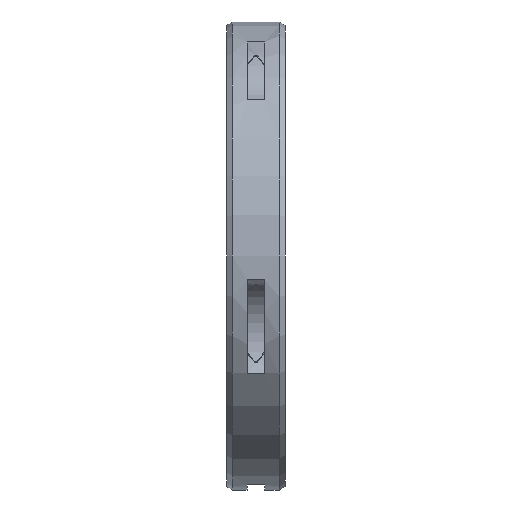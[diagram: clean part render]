
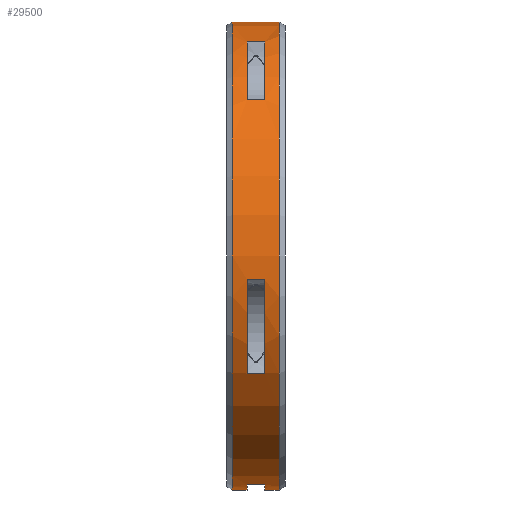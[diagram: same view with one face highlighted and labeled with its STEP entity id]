
A CAD part, left-side view. The second image highlights one B-rep face of the part: STEP entity #29500.
In plain terms, the highlighted cylindrical face has radius 40 mm (diameter 80 mm), a partial arc.
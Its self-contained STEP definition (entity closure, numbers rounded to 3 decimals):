
#28137=CARTESIAN_POINT('',(0.,-1.5,0.));
#28138=DIRECTION('',(0.,-1.,0.));
#28139=DIRECTION('',(-0.21,0.,-0.978));
#28140=AXIS2_PLACEMENT_3D('',#28137,#28138,#28139);
#28145=DIRECTION('',(0.,-1.,0.));
#28146=VECTOR('',#28145,3.);
#28147=CARTESIAN_POINT('',(-8.419,1.5,-39.104));
#28148=LINE('',#28147,#28146);
#28152=CARTESIAN_POINT('',(0.,1.5,0.));
#28153=DIRECTION('',(0.,-1.,0.));
#28154=DIRECTION('',(-0.21,0.,-0.978));
#28155=AXIS2_PLACEMENT_3D('',#28152,#28153,#28154);
#28160=DIRECTION('',(0.,1.,0.));
#28161=VECTOR('',#28160,2.5);
#28162=CARTESIAN_POINT('',(0.,1.5,-40.));
#28163=LINE('',#28162,#28161);
#28167=DIRECTION('',(0.,1.,0.));
#28168=VECTOR('',#28167,8.);
#28169=CARTESIAN_POINT('',(0.,-4.,40.));
#28170=LINE('',#28169,#28168);
#28174=CARTESIAN_POINT('',(0.,-4.,0.));
#28175=DIRECTION('',(0.,1.,0.));
#28176=DIRECTION('',(0.,0.,-1.));
#28177=AXIS2_PLACEMENT_3D('',#28174,#28175,#28176);
#28182=DIRECTION('',(0.,1.,0.));
#28183=VECTOR('',#28182,2.5);
#28184=CARTESIAN_POINT('',(0.,-4.,-40.));
#28185=LINE('',#28184,#28183);
#28189=CARTESIAN_POINT('',(0.,-1.5,0.));
#28190=DIRECTION('',(0.,-1.,0.));
#28191=DIRECTION('',(-0.404,0.,0.915));
#28192=AXIS2_PLACEMENT_3D('',#28189,#28190,#28191);
#28197=DIRECTION('',(0.,-1.,0.));
#28198=VECTOR('',#28197,3.);
#28199=CARTESIAN_POINT('',(-16.173,1.5,36.584));
#28200=LINE('',#28199,#28198);
#28204=CARTESIAN_POINT('',(0.,1.5,0.));
#28205=DIRECTION('',(0.,-1.,0.));
#28206=DIRECTION('',(-0.404,0.,0.915));
#28207=AXIS2_PLACEMENT_3D('',#28204,#28205,#28206);
#28212=DIRECTION('',(0.,-1.,0.));
#28213=VECTOR('',#28212,3.);
#28214=CARTESIAN_POINT('',(-29.796,1.5,26.687));
#28215=LINE('',#28214,#28213);
#28219=CARTESIAN_POINT('',(0.,-1.5,0.));
#28220=DIRECTION('',(0.,-1.,0.));
#28221=DIRECTION('',(-0.995,0.,-0.102));
#28222=AXIS2_PLACEMENT_3D('',#28219,#28220,#28221);
#28227=DIRECTION('',(0.,-1.,0.));
#28228=VECTOR('',#28227,3.);
#28229=CARTESIAN_POINT('',(-39.792,1.5,-4.077));
#28230=LINE('',#28229,#28228);
#28234=CARTESIAN_POINT('',(0.,1.5,0.));
#28235=DIRECTION('',(0.,-1.,0.));
#28236=DIRECTION('',(-0.995,0.,-0.102));
#28237=AXIS2_PLACEMENT_3D('',#28234,#28235,#28236);
#28242=DIRECTION('',(0.,-1.,0.));
#28243=VECTOR('',#28242,3.);
#28244=CARTESIAN_POINT('',(-34.588,1.5,-20.091));
#28245=LINE('',#28244,#28243);
#28563=CARTESIAN_POINT('',(0.,4.,0.));
#28564=DIRECTION('',(0.,1.,0.));
#28565=DIRECTION('',(0.,0.,-1.));
#28566=AXIS2_PLACEMENT_3D('',#28563,#28564,#28565);
#28786=CARTESIAN_POINT('',(0.,-4.,-40.));
#28788=VERTEX_POINT('',#28786);
#28789=CARTESIAN_POINT('',(0.,4.,-40.));
#28791=VERTEX_POINT('',#28789);
#28818=CARTESIAN_POINT('',(0.,-4.,40.));
#28820=VERTEX_POINT('',#28818);
#28821=CARTESIAN_POINT('',(0.,4.,40.));
#28822=VERTEX_POINT('',#28821);
#28835=CARTESIAN_POINT('',(0.,-1.5,-40.));
#28837=VERTEX_POINT('',#28835);
#28839=CARTESIAN_POINT('',(0.,1.5,-40.));
#28841=VERTEX_POINT('',#28839);
#28849=CARTESIAN_POINT('',(-8.419,-1.5,-39.104));
#28850=VERTEX_POINT('',#28849);
#28851=CARTESIAN_POINT('',(-8.419,1.5,-39.104));
#28852=VERTEX_POINT('',#28851);
#28905=CARTESIAN_POINT('',(-16.173,-1.5,36.584));
#28906=CARTESIAN_POINT('',(-29.796,-1.5,26.687));
#28907=VERTEX_POINT('',#28905);
#28908=VERTEX_POINT('',#28906);
#28909=CARTESIAN_POINT('',(-16.173,1.5,36.584));
#28910=CARTESIAN_POINT('',(-29.796,1.5,26.687));
#28911=VERTEX_POINT('',#28909);
#28912=VERTEX_POINT('',#28910);
#28925=CARTESIAN_POINT('',(-39.792,-1.5,-4.077));
#28926=CARTESIAN_POINT('',(-34.588,-1.5,-20.091));
#28927=VERTEX_POINT('',#28925);
#28928=VERTEX_POINT('',#28926);
#28929=CARTESIAN_POINT('',(-39.792,1.5,-4.077));
#28930=CARTESIAN_POINT('',(-34.588,1.5,-20.091));
#28931=VERTEX_POINT('',#28929);
#28932=VERTEX_POINT('',#28930);
#29464=CARTESIAN_POINT('',(0.,41.885,0.));
#29465=DIRECTION('',(0.,-1.,0.));
#29466=DIRECTION('',(0.,0.,1.));
#29467=AXIS2_PLACEMENT_3D('',#29464,#29465,#29466);
#29468=CYLINDRICAL_SURFACE('',#29467,40.);
#29469=ORIENTED_EDGE('',*,*,#29342,.F.);
#29471=ORIENTED_EDGE('',*,*,#29470,.F.);
#29473=ORIENTED_EDGE('',*,*,#29472,.T.);
#29474=ORIENTED_EDGE('',*,*,#29303,.T.);
#29476=ORIENTED_EDGE('',*,*,#29475,.T.);
#29477=ORIENTED_EDGE('',*,*,#29299,.F.);
#29479=ORIENTED_EDGE('',*,*,#29478,.F.);
#29480=ORIENTED_EDGE('',*,*,#29295,.T.);
#29481=EDGE_LOOP('',(#29469,#29471,#29473,#29474,#29476,#29477,#29479,#29480));
#29482=FACE_OUTER_BOUND('',#29481,.F.);
#29484=ORIENTED_EDGE('',*,*,#29483,.F.);
#29486=ORIENTED_EDGE('',*,*,#29485,.F.);
#29488=ORIENTED_EDGE('',*,*,#29487,.T.);
#29490=ORIENTED_EDGE('',*,*,#29489,.T.);
#29491=EDGE_LOOP('',(#29484,#29486,#29488,#29490));
#29492=FACE_BOUND('',#29491,.F.);
#29493=ORIENTED_EDGE('',*,*,#29402,.F.);
#29494=ORIENTED_EDGE('',*,*,#29450,.F.);
#29496=ORIENTED_EDGE('',*,*,#29495,.T.);
#29497=ORIENTED_EDGE('',*,*,#29424,.T.);
#29498=EDGE_LOOP('',(#29493,#29494,#29496,#29497));
#29499=FACE_BOUND('',#29498,.F.);
#28141=CIRCLE('',#28140,40.);
#28156=CIRCLE('',#28155,40.);
#28178=CIRCLE('',#28177,40.);
#28193=CIRCLE('',#28192,40.);
#28208=CIRCLE('',#28207,40.);
#28223=CIRCLE('',#28222,40.);
#28238=CIRCLE('',#28237,40.);
#28567=CIRCLE('',#28566,40.);
#29295=EDGE_CURVE('',#28788,#28837,#28185,.T.);
#29299=EDGE_CURVE('',#28820,#28822,#28170,.T.);
#29303=EDGE_CURVE('',#28841,#28791,#28163,.T.);
#29342=EDGE_CURVE('',#28850,#28837,#28141,.T.);
#29402=EDGE_CURVE('',#28927,#28928,#28223,.T.);
#29424=EDGE_CURVE('',#28932,#28928,#28245,.T.);
#29450=EDGE_CURVE('',#28931,#28927,#28230,.T.);
#29470=EDGE_CURVE('',#28852,#28850,#28148,.T.);
#29472=EDGE_CURVE('',#28852,#28841,#28156,.T.);
#29475=EDGE_CURVE('',#28791,#28822,#28567,.T.);
#29478=EDGE_CURVE('',#28788,#28820,#28178,.T.);
#29483=EDGE_CURVE('',#28907,#28908,#28193,.T.);
#29485=EDGE_CURVE('',#28911,#28907,#28200,.T.);
#29487=EDGE_CURVE('',#28911,#28912,#28208,.T.);
#29489=EDGE_CURVE('',#28912,#28908,#28215,.T.);
#29495=EDGE_CURVE('',#28931,#28932,#28238,.T.);
#29500=ADVANCED_FACE('',(#29482,#29492,#29499),#29468,.T.);
